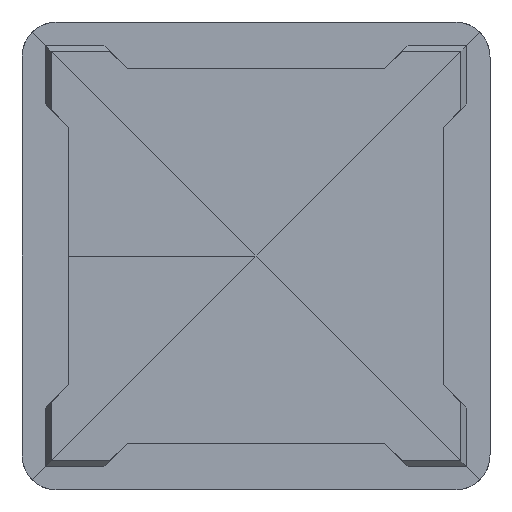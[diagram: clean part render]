
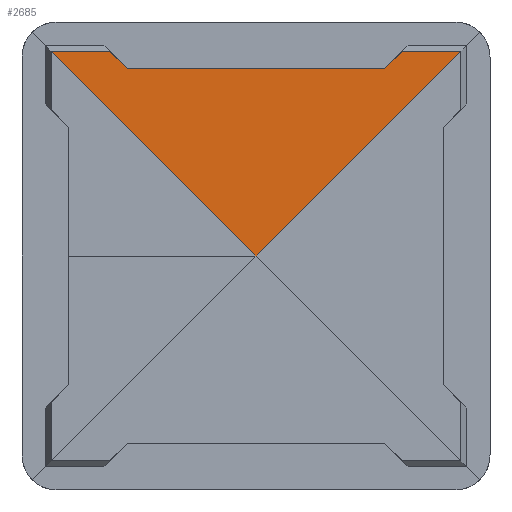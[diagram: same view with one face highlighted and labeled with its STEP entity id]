
A CAD part, front view. The second image highlights one B-rep face of the part: STEP entity #2685.
In plain terms, the highlighted planar face has unit normal (0, -1, 0).
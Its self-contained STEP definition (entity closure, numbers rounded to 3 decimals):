
#43 = CARTESIAN_POINT ( 'NONE',  ( -11., 0., 16. ) ) ;
#105 = EDGE_CURVE ( 'NONE', #611, #2390, #3703, .T. ) ;
#106 = VECTOR ( 'NONE', #2522, 1000. ) ;
#210 = LINE ( 'NONE', #2670, #3542 ) ;
#272 = CARTESIAN_POINT ( 'NONE',  ( -12.5, 0., 17.5 ) ) ;
#437 = EDGE_LOOP ( 'NONE', ( #2581, #2404, #1995, #2064, #1122, #2774, #1030 ) ) ;
#586 = CARTESIAN_POINT ( 'NONE',  ( 17.5, 0., 17.5 ) ) ;
#587 = VERTEX_POINT ( 'NONE', #3183 ) ;
#611 = VERTEX_POINT ( 'NONE', #272 ) ;
#626 = DIRECTION ( 'NONE',  ( -0.707, 0., 0.707 ) ) ;
#781 = DIRECTION ( 'NONE',  ( 0.707, 0., 0.707 ) ) ;
#914 = EDGE_CURVE ( 'NONE', #611, #1940, #3206, .T. ) ;
#1013 = EDGE_CURVE ( 'NONE', #3926, #2477, #2908, .T. ) ;
#1030 = ORIENTED_EDGE ( 'NONE', *, *, #1068, .F. ) ;
#1045 = CARTESIAN_POINT ( 'NONE',  ( 11., 0., 16. ) ) ;
#1068 = EDGE_CURVE ( 'NONE', #2390, #3426, #3349, .T. ) ;
#1122 = ORIENTED_EDGE ( 'NONE', *, *, #3161, .T. ) ;
#1206 = CARTESIAN_POINT ( 'NONE',  ( 20.35, 0., 0. ) ) ;
#1345 = LINE ( 'NONE', #1670, #2830 ) ;
#1362 = CARTESIAN_POINT ( 'NONE',  ( 0., 0., 0. ) ) ;
#1389 = DIRECTION ( 'NONE',  ( 0., 1., 0. ) ) ;
#1405 = PLANE ( 'NONE',  #2438 ) ;
#1622 = DIRECTION ( 'NONE',  ( -1., 0., 0. ) ) ;
#1632 = EDGE_CURVE ( 'NONE', #3926, #1940, #1345, .T. ) ;
#1670 = CARTESIAN_POINT ( 'NONE',  ( -10.175, 0., 10.175 ) ) ;
#1820 = DIRECTION ( 'NONE',  ( 0.707, 0., -0.707 ) ) ;
#1834 = DIRECTION ( 'NONE',  ( 1., 0., 0. ) ) ;
#1940 = VERTEX_POINT ( 'NONE', #3576 ) ;
#1995 = ORIENTED_EDGE ( 'NONE', *, *, #1632, .F. ) ;
#2063 = CARTESIAN_POINT ( 'NONE',  ( -10.175, 0., -10.175 ) ) ;
#2064 = ORIENTED_EDGE ( 'NONE', *, *, #1013, .T. ) ;
#2098 = VECTOR ( 'NONE', #1820, 1000. ) ;
#2390 = VERTEX_POINT ( 'NONE', #3856 ) ;
#2404 = ORIENTED_EDGE ( 'NONE', *, *, #914, .T. ) ;
#2434 = FACE_OUTER_BOUND ( 'NONE', #437, .T. ) ;
#2438 = AXIS2_PLACEMENT_3D ( 'NONE', #1206, #1389, #2761 ) ;
#2445 = CARTESIAN_POINT ( 'NONE',  ( -15., 0., 20. ) ) ;
#2477 = VERTEX_POINT ( 'NONE', #586 ) ;
#2522 = DIRECTION ( 'NONE',  ( -1., 0., 0. ) ) ;
#2581 = ORIENTED_EDGE ( 'NONE', *, *, #105, .F. ) ;
#2670 = CARTESIAN_POINT ( 'NONE',  ( 11., 0., 16. ) ) ;
#2685 = ADVANCED_FACE ( 'NONE', ( #2434 ), #1405, .F. ) ;
#2761 = DIRECTION ( 'NONE',  ( 0., 0., 1. ) ) ;
#2774 = ORIENTED_EDGE ( 'NONE', *, *, #3769, .F. ) ;
#2830 = VECTOR ( 'NONE', #626, 1000. ) ;
#2908 = LINE ( 'NONE', #2063, #3640 ) ;
#3149 = CARTESIAN_POINT ( 'NONE',  ( 20.35, 0., 17.5 ) ) ;
#3161 = EDGE_CURVE ( 'NONE', #2477, #587, #3731, .T. ) ;
#3183 = CARTESIAN_POINT ( 'NONE',  ( 12.5, 0., 17.5 ) ) ;
#3206 = LINE ( 'NONE', #3149, #3262 ) ;
#3262 = VECTOR ( 'NONE', #1622, 1000. ) ;
#3349 = LINE ( 'NONE', #43, #3584 ) ;
#3426 = VERTEX_POINT ( 'NONE', #1045 ) ;
#3438 = CARTESIAN_POINT ( 'NONE',  ( 20.35, 0., 17.5 ) ) ;
#3542 = VECTOR ( 'NONE', #781, 1000. ) ;
#3576 = CARTESIAN_POINT ( 'NONE',  ( -17.5, 0., 17.5 ) ) ;
#3580 = DIRECTION ( 'NONE',  ( 0.707, 0., 0.707 ) ) ;
#3584 = VECTOR ( 'NONE', #1834, 1000. ) ;
#3640 = VECTOR ( 'NONE', #3580, 1000. ) ;
#3703 = LINE ( 'NONE', #2445, #2098 ) ;
#3731 = LINE ( 'NONE', #3438, #106 ) ;
#3769 = EDGE_CURVE ( 'NONE', #3426, #587, #210, .T. ) ;
#3856 = CARTESIAN_POINT ( 'NONE',  ( -11., 0., 16. ) ) ;
#3926 = VERTEX_POINT ( 'NONE', #1362 ) ;
